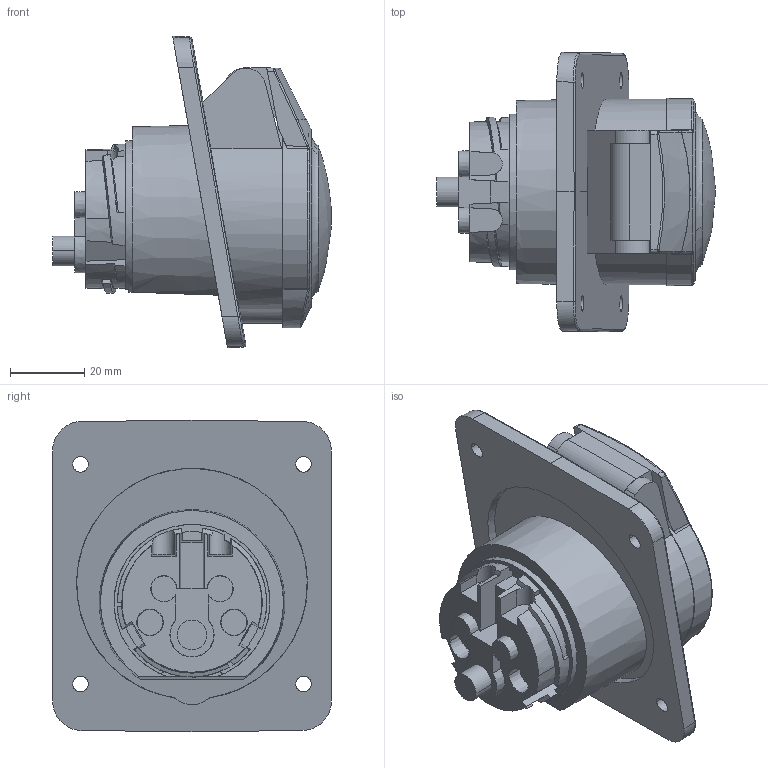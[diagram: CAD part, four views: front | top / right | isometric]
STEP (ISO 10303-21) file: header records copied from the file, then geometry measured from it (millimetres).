
FILE_DESCRIPTION((''),'2;1');
FILE_NAME('GW62205H_SW0001','2020-05-21T21:40:14',('user'),('Technoprobe spa'),'CREO PARAMETRIC BY PTC INC, 2019471','CREO PARAMETRIC BY PTC INC, 2019471','');
FILE_SCHEMA(('CONFIG_CONTROL_DESIGN'));
Length unit declared in the file: millimetre
Products named in the file (1): GW62205H_SW0001
Bounding box: 75.04 x 75 x 83.71 mm (x, y, z)
Volume: 140884.9 mm3; surface area: 26334 mm2
Topology: 1 solids, 1 shells, 202 faces, 562 edges, 364 vertices
Faces by surface type: plane 76, bspline 52, cylinder 44, cone 22, torus 4, sphere 4
Entity records: 9744 total; most frequent: CARTESIAN_POINT 5142, ORIENTED_EDGE 1120, DIRECTION 677, EDGE_CURVE 560, VERTEX_POINT 364, B_SPLINE_CURVE_WITH_KNOTS 271, AXIS2_PLACEMENT_3D 238, EDGE_LOOP 216
